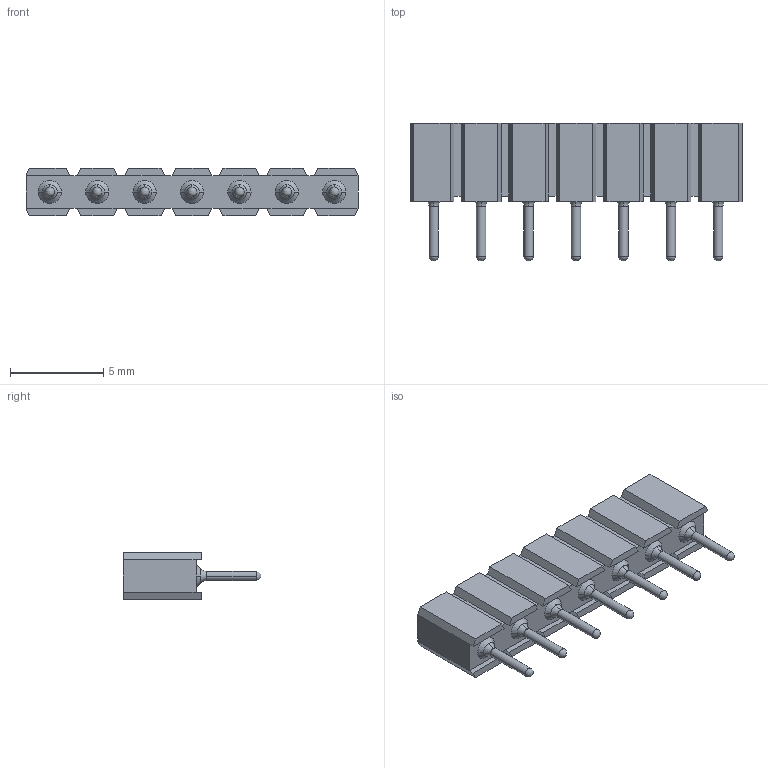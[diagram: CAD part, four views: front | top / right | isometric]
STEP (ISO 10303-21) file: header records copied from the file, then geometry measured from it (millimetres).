
FILE_DESCRIPTION(('STEP AP214'),'1');
FILE_NAME(' ',' ',('TraceParts'),('TraceParts S.A.'),'XStep 1.0',' ',' ');
FILE_SCHEMA(('automotive_design'));
Length unit declared in the file: millimetre
Products named in the file (1): 1
Bounding box: 17.78 x 7.37 x 2.54 mm (x, y, z)
Volume: 153.9 mm3; surface area: 447.2 mm2
Topology: 1 solids, 1 shells, 317 faces, 756 edges, 441 vertices
Faces by surface type: cone 140, plane 100, cylinder 56, torus 14, sphere 7
Entity records: 17283 total; most frequent: DIRECTION 1672, CARTESIAN_POINT 1487, STYLED_ITEM 1486, PRESENTATION_STYLE_ASSIGNMENT 1486, COLOUR_RGB 1486, ORIENTED_EDGE 1456, EDGE_CURVE 728, CURVE_STYLE 728
